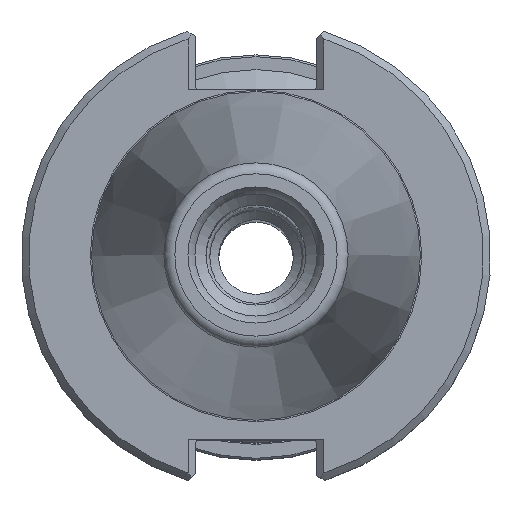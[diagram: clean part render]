
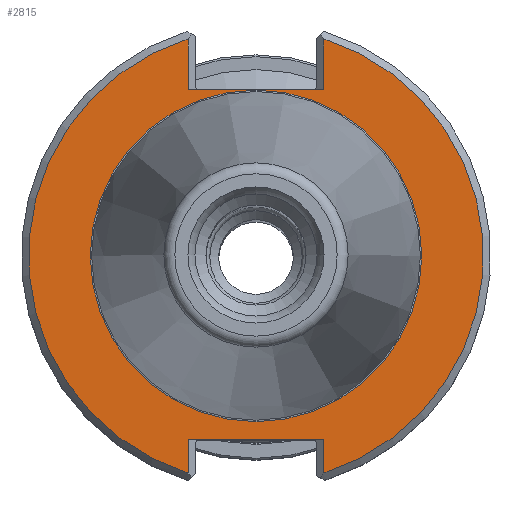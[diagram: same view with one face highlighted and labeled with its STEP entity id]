
A CAD part, top view. The second image highlights one B-rep face of the part: STEP entity #2815.
In plain terms, the highlighted planar face has unit normal (0, 0, 1).
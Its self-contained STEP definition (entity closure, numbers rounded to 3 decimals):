
#69=LINE('',#4139,#138);
#70=LINE('',#4141,#139);
#73=LINE('',#4146,#142);
#78=LINE('',#4154,#147);
#88=LINE('',#4183,#157);
#99=LINE('',#4220,#168);
#138=VECTOR('',#3410,1000.);
#139=VECTOR('',#3413,1000.);
#142=VECTOR('',#3418,1000.);
#147=VECTOR('',#3425,1000.);
#157=VECTOR('',#3441,1000.);
#168=VECTOR('',#3458,1000.);
#569=ORIENTED_EDGE('',*,*,#973,.F.);
#570=ORIENTED_EDGE('',*,*,#858,.T.);
#571=ORIENTED_EDGE('',*,*,#940,.T.);
#572=ORIENTED_EDGE('',*,*,#952,.F.);
#573=ORIENTED_EDGE('',*,*,#932,.T.);
#574=ORIENTED_EDGE('',*,*,#866,.T.);
#575=ORIENTED_EDGE('',*,*,#931,.T.);
#576=ORIENTED_EDGE('',*,*,#966,.F.);
#577=ORIENTED_EDGE('',*,*,#935,.T.);
#858=EDGE_CURVE('',#1095,#1100,#1281,.T.);
#866=EDGE_CURVE('',#1107,#1106,#1285,.T.);
#931=EDGE_CURVE('',#1106,#1160,#69,.T.);
#932=EDGE_CURVE('',#1161,#1107,#70,.T.);
#935=EDGE_CURVE('',#1162,#1095,#73,.T.);
#940=EDGE_CURVE('',#1100,#1163,#78,.T.);
#952=EDGE_CURVE('',#1161,#1163,#88,.T.);
#966=EDGE_CURVE('',#1162,#1160,#99,.T.);
#973=EDGE_CURVE('',#1186,#1186,#1305,.T.);
#1095=VERTEX_POINT('',#3863);
#1100=VERTEX_POINT('',#3872);
#1106=VERTEX_POINT('',#3889);
#1107=VERTEX_POINT('',#3891);
#1160=VERTEX_POINT('',#4138);
#1161=VERTEX_POINT('',#4142);
#1162=VERTEX_POINT('',#4147);
#1163=VERTEX_POINT('',#4153);
#1186=VERTEX_POINT('',#4247);
#1281=CIRCLE('',#2959,30.75);
#1285=CIRCLE('',#2966,30.75);
#1305=CIRCLE('',#3026,22.413);
#1443=EDGE_LOOP('',(#569));
#1444=EDGE_LOOP('',(#570,#571,#572,#573,#574,#575,#576,#577));
#1653=FACE_BOUND('',#1443,.T.);
#1654=FACE_BOUND('',#1444,.T.);
#1796=PLANE('',#3025);
#2815=ADVANCED_FACE('',(#1653,#1654),#1796,.T.);
#2959=AXIS2_PLACEMENT_3D('',#3873,#3285,#3286);
#2966=AXIS2_PLACEMENT_3D('',#3890,#3303,#3304);
#3025=AXIS2_PLACEMENT_3D('',#4245,#3471,#3472);
#3026=AXIS2_PLACEMENT_3D('',#4246,#3473,#3474);
#3285=DIRECTION('',(0.,0.,1.));
#3286=DIRECTION('',(1.,0.,0.));
#3303=DIRECTION('',(0.,0.,1.));
#3304=DIRECTION('',(1.,0.,0.));
#3410=DIRECTION('',(0.,-1.,0.));
#3413=DIRECTION('',(0.,-1.,0.));
#3418=DIRECTION('',(0.,1.,0.));
#3425=DIRECTION('',(0.,1.,0.));
#3441=DIRECTION('',(-1.,0.,0.));
#3458=DIRECTION('',(1.,0.,0.));
#3471=DIRECTION('',(0.,0.,1.));
#3472=DIRECTION('',(1.,0.,0.));
#3473=DIRECTION('',(0.,0.,1.));
#3474=DIRECTION('',(1.,0.,0.));
#3863=CARTESIAN_POINT('',(-9.19,29.345,-3.17));
#3872=CARTESIAN_POINT('',(-9.19,-29.345,-3.17));
#3873=CARTESIAN_POINT('',(0.,0.,-3.17));
#3889=CARTESIAN_POINT('',(9.19,29.345,-3.17));
#3890=CARTESIAN_POINT('',(0.,0.,-3.17));
#3891=CARTESIAN_POINT('',(9.19,-29.345,-3.17));
#4138=CARTESIAN_POINT('',(9.19,22.46,-3.17));
#4139=CARTESIAN_POINT('',(9.19,22.46,-3.17));
#4141=CARTESIAN_POINT('',(9.19,-30.831,-3.17));
#4142=CARTESIAN_POINT('',(9.19,-24.87,-3.17));
#4146=CARTESIAN_POINT('',(-9.19,30.831,-3.17));
#4147=CARTESIAN_POINT('',(-9.19,22.46,-3.17));
#4153=CARTESIAN_POINT('',(-9.19,-24.87,-3.17));
#4154=CARTESIAN_POINT('',(-9.19,-24.87,-3.17));
#4183=CARTESIAN_POINT('',(8.19,-24.87,-3.17));
#4220=CARTESIAN_POINT('',(-8.19,22.46,-3.17));
#4245=CARTESIAN_POINT('',(22.413,0.,-3.17));
#4246=CARTESIAN_POINT('',(0.,0.,-3.17));
#4247=CARTESIAN_POINT('',(22.413,0.,-3.17));
